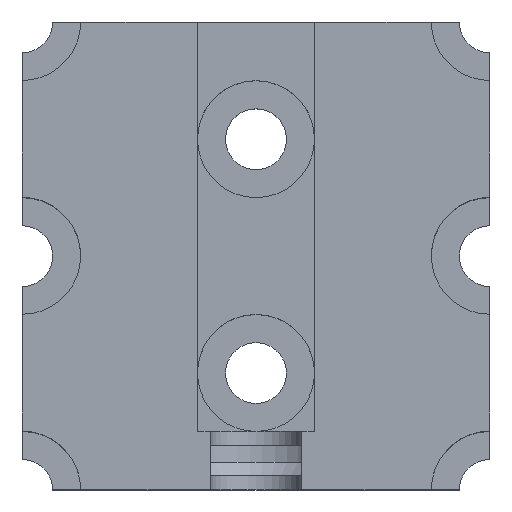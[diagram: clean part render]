
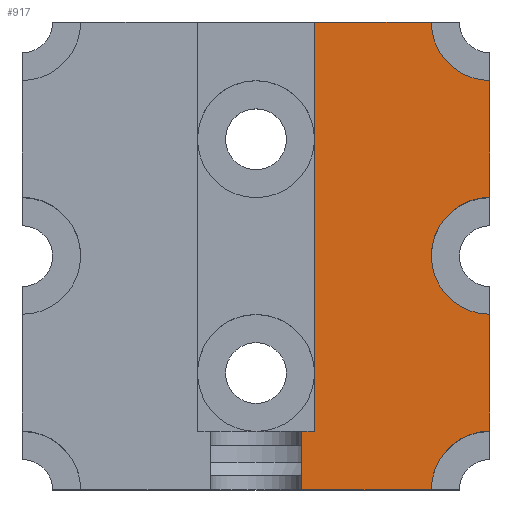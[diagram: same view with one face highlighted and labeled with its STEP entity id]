
A CAD part, top view. The second image highlights one B-rep face of the part: STEP entity #917.
In plain terms, the highlighted planar face has unit normal (0, 0, 1).
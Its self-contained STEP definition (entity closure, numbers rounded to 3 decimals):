
#30=PLANE('',#994);
#63=FACE_OUTER_BOUND('',#114,.T.);
#114=EDGE_LOOP('',(#683,#684,#685,#686,#687,#688,#689,#690,#691,#692));
#175=LINE('',#1391,#270);
#185=LINE('',#1425,#280);
#189=LINE('',#1435,#284);
#190=LINE('',#1437,#285);
#191=LINE('',#1439,#286);
#192=LINE('',#1441,#287);
#193=LINE('',#1443,#288);
#270=VECTOR('',#1108,10.);
#280=VECTOR('',#1140,10.);
#284=VECTOR('',#1148,10.);
#285=VECTOR('',#1149,10.);
#286=VECTOR('',#1150,10.);
#287=VECTOR('',#1151,10.);
#288=VECTOR('',#1152,10.);
#348=CIRCLE('',#975,6.35);
#359=CIRCLE('',#995,6.35);
#360=CIRCLE('',#996,6.35);
#391=VERTEX_POINT('',#1350);
#392=VERTEX_POINT('',#1351);
#407=VERTEX_POINT('',#1389);
#420=VERTEX_POINT('',#1424);
#423=VERTEX_POINT('',#1432);
#424=VERTEX_POINT('',#1434);
#425=VERTEX_POINT('',#1436);
#426=VERTEX_POINT('',#1438);
#427=VERTEX_POINT('',#1440);
#428=VERTEX_POINT('',#1442);
#483=EDGE_CURVE('',#391,#392,#348,.T.);
#503=EDGE_CURVE('',#392,#407,#175,.T.);
#520=EDGE_CURVE('',#420,#391,#185,.T.);
#524=EDGE_CURVE('',#407,#423,#359,.T.);
#525=EDGE_CURVE('',#423,#424,#189,.T.);
#526=EDGE_CURVE('',#424,#425,#190,.T.);
#527=EDGE_CURVE('',#425,#426,#191,.T.);
#528=EDGE_CURVE('',#426,#427,#192,.T.);
#529=EDGE_CURVE('',#427,#428,#193,.T.);
#530=EDGE_CURVE('',#428,#420,#360,.T.);
#683=ORIENTED_EDGE('',*,*,#483,.T.);
#684=ORIENTED_EDGE('',*,*,#503,.T.);
#685=ORIENTED_EDGE('',*,*,#524,.T.);
#686=ORIENTED_EDGE('',*,*,#525,.T.);
#687=ORIENTED_EDGE('',*,*,#526,.T.);
#688=ORIENTED_EDGE('',*,*,#527,.T.);
#689=ORIENTED_EDGE('',*,*,#528,.T.);
#690=ORIENTED_EDGE('',*,*,#529,.T.);
#691=ORIENTED_EDGE('',*,*,#530,.T.);
#692=ORIENTED_EDGE('',*,*,#520,.T.);
#917=ADVANCED_FACE('',(#63),#30,.T.);
#975=AXIS2_PLACEMENT_3D('',#1352,#1076,#1077);
#994=AXIS2_PLACEMENT_3D('',#1431,#1144,#1145);
#995=AXIS2_PLACEMENT_3D('',#1433,#1146,#1147);
#996=AXIS2_PLACEMENT_3D('',#1444,#1153,#1154);
#1076=DIRECTION('center_axis',(0.,0.,-1.));
#1077=DIRECTION('ref_axis',(1.,0.,0.));
#1108=DIRECTION('',(0.,1.,0.));
#1140=DIRECTION('',(0.,1.,0.));
#1144=DIRECTION('center_axis',(0.,0.,1.));
#1145=DIRECTION('ref_axis',(1.,0.,0.));
#1146=DIRECTION('center_axis',(0.,0.,-1.));
#1147=DIRECTION('ref_axis',(1.,0.,0.));
#1148=DIRECTION('',(-1.,0.,0.));
#1149=DIRECTION('',(0.,-1.,0.));
#1150=DIRECTION('',(-1.,0.,0.));
#1151=DIRECTION('',(0.,-1.,0.));
#1152=DIRECTION('',(1.,0.,0.));
#1153=DIRECTION('center_axis',(0.,0.,-1.));
#1154=DIRECTION('ref_axis',(1.,0.,0.));
#1350=CARTESIAN_POINT('',(25.4,-6.35,25.4));
#1351=CARTESIAN_POINT('',(25.4,6.35,25.4));
#1352=CARTESIAN_POINT('Origin',(25.4,0.,25.4));
#1389=CARTESIAN_POINT('',(25.4,19.05,25.4));
#1391=CARTESIAN_POINT('',(25.4,-25.4,25.4));
#1424=CARTESIAN_POINT('',(25.4,-19.05,25.4));
#1425=CARTESIAN_POINT('',(25.4,-25.4,25.4));
#1431=CARTESIAN_POINT('Origin',(0.,0.,
25.4));
#1432=CARTESIAN_POINT('',(19.05,25.4,25.4));
#1433=CARTESIAN_POINT('Origin',(25.4,25.4,25.4));
#1434=CARTESIAN_POINT('',(6.35,25.4,25.4));
#1435=CARTESIAN_POINT('',(25.4,25.4,25.4));
#1436=CARTESIAN_POINT('',(6.35,-19.05,25.4));
#1437=CARTESIAN_POINT('',(6.35,-9.525,25.4));
#1438=CARTESIAN_POINT('',(4.963,-19.05,25.4));
#1439=CARTESIAN_POINT('',(0.,-19.05,25.4));
#1440=CARTESIAN_POINT('',(4.963,-25.4,25.4));
#1441=CARTESIAN_POINT('',(4.963,-12.7,25.4));
#1442=CARTESIAN_POINT('',(19.05,-25.4,25.4));
#1443=CARTESIAN_POINT('',(-25.4,-25.4,25.4));
#1444=CARTESIAN_POINT('Origin',(25.4,-25.4,25.4));
